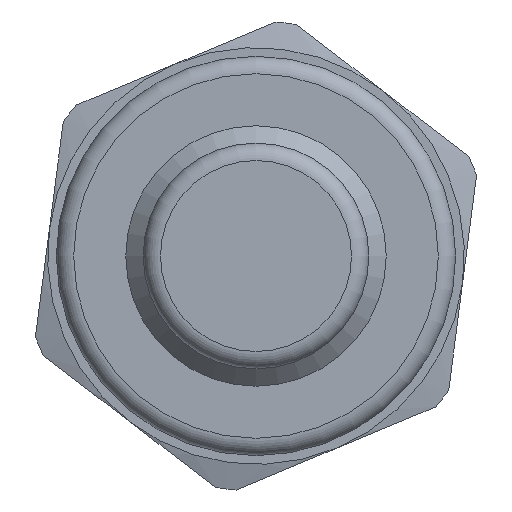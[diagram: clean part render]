
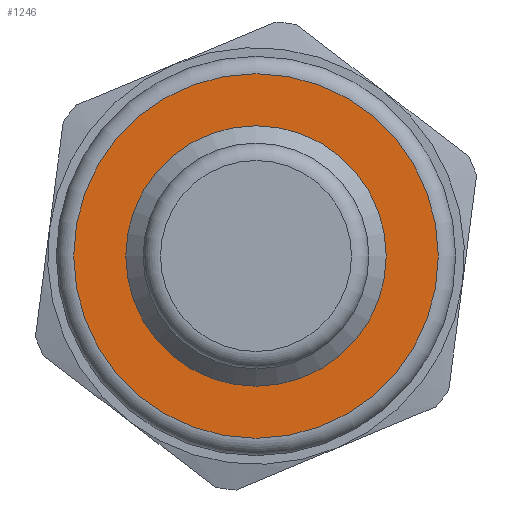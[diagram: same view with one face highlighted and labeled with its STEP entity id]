
A CAD part, left-side view. The second image highlights one B-rep face of the part: STEP entity #1246.
In plain terms, the highlighted planar face has unit normal (-1, 0, 0).
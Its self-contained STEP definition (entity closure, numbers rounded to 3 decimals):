
#1204=CARTESIAN_POINT('',(21.5,10.5,0.0));
#1205=VERTEX_POINT('',#1204);
#1206=CARTESIAN_POINT('',(21.5,0.0,0.0));
#1207=DIRECTION('',(1.0,0.0,0.0));
#1208=DIRECTION('',(0.0,-1.0,0.0));
#1209=AXIS2_PLACEMENT_3D('',#1206,#1207,#1208);
#1210=CIRCLE('',#1209,10.5);
#1211=EDGE_CURVE('',#1205,#1205,#1210,.T.);
#1227=CARTESIAN_POINT('',(21.5,9.5,0.0));
#1228=DIRECTION('',(-1.0,0.0,0.0));
#1229=DIRECTION('',(0.0,0.0,1.0));
#1230=AXIS2_PLACEMENT_3D('',#1227,#1228,#1229);
#1231=PLANE('',#1230);
#1232=ORIENTED_EDGE('',*,*,#1211,.F.);
#1233=EDGE_LOOP('',(#1232));
#1234=FACE_OUTER_BOUND('',#1233,.T.);
#1235=CARTESIAN_POINT('',(21.5,7.5,0.0));
#1236=VERTEX_POINT('',#1235);
#1237=CARTESIAN_POINT('',(21.5,0.0,0.0));
#1238=DIRECTION('',(1.0,0.0,0.0));
#1239=DIRECTION('',(0.0,1.0,0.0));
#1240=AXIS2_PLACEMENT_3D('',#1237,#1238,#1239);
#1241=CIRCLE('',#1240,7.5);
#1242=EDGE_CURVE('',#1236,#1236,#1241,.T.);
#1243=ORIENTED_EDGE('',*,*,#1242,.T.);
#1244=EDGE_LOOP('',(#1243));
#1245=FACE_BOUND('',#1244,.T.);
#1246=ADVANCED_FACE('',(#1234,#1245),#1231,.T.);
